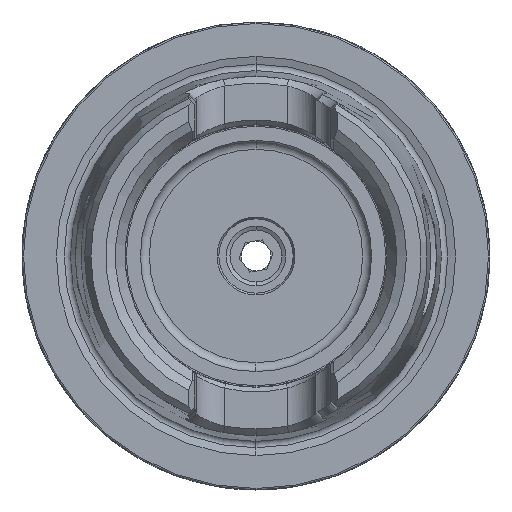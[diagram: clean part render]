
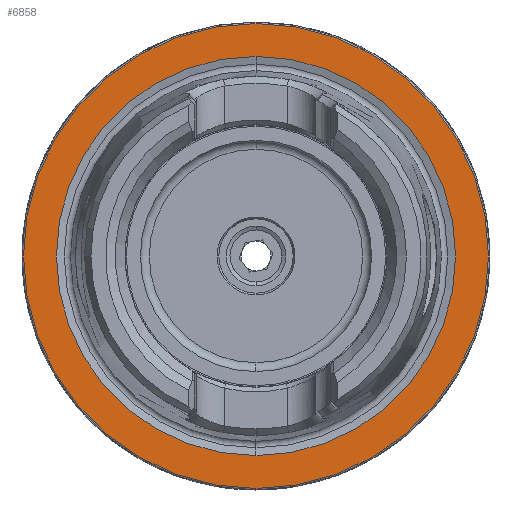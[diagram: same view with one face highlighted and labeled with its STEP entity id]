
A CAD part, left-side view. The second image highlights one B-rep face of the part: STEP entity #6858.
In plain terms, the highlighted planar face has unit normal (-1, 0, 0).
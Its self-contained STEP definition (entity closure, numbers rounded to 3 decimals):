
#486 = CARTESIAN_POINT ( 'NONE',  ( 0., 0., 0. ) ) ;
#703 = PLANE ( 'NONE',  #10717 ) ;
#875 = EDGE_CURVE ( 'NONE', #2663, #10374, #4269, .T. ) ;
#1569 = CARTESIAN_POINT ( 'NONE',  ( 0., 31.275, 0. ) ) ;
#2206 = ORIENTED_EDGE ( 'NONE', *, *, #10412, .F. ) ;
#2422 = DIRECTION ( 'NONE',  ( 0., 0., -1. ) ) ;
#2541 = DIRECTION ( 'NONE',  ( -1., 0., 0. ) ) ;
#2663 = VERTEX_POINT ( 'NONE', #3648 ) ;
#2970 = CARTESIAN_POINT ( 'NONE',  ( 0., 0., 0. ) ) ;
#3506 = VERTEX_POINT ( 'NONE', #10732 ) ;
#3648 = CARTESIAN_POINT ( 'NONE',  ( 0., 0., 31.275 ) ) ;
#3824 = DIRECTION ( 'NONE',  ( 0., 0., 1. ) ) ;
#4269 = CIRCLE ( 'NONE', #7051, 31.275 ) ;
#4374 = CARTESIAN_POINT ( 'NONE',  ( 0., 0., 0. ) ) ;
#4476 = AXIS2_PLACEMENT_3D ( 'NONE', #4374, #10248, #5202 ) ;
#4607 = AXIS2_PLACEMENT_3D ( 'NONE', #2970, #8829, #3824 ) ;
#4810 = AXIS2_PLACEMENT_3D ( 'NONE', #7475, #2541, #8335 ) ;
#5019 = CIRCLE ( 'NONE', #4607, 26.85 ) ;
#5202 = DIRECTION ( 'NONE',  ( 0., 0., 1. ) ) ;
#6314 = EDGE_LOOP ( 'NONE', ( #9958, #7721 ) ) ;
#6463 = FACE_BOUND ( 'NONE', #9955, .T. ) ;
#6535 = CIRCLE ( 'NONE', #4810, 26.85 ) ;
#6668 = CARTESIAN_POINT ( 'NONE',  ( 0., 0., 26.85 ) ) ;
#6858 = ADVANCED_FACE ( 'NONE', ( #6463, #7104 ), #703, .F. ) ;
#7051 = AXIS2_PLACEMENT_3D ( 'NONE', #486, #10780, #10028 ) ;
#7104 = FACE_OUTER_BOUND ( 'NONE', #6314, .T. ) ;
#7352 = DIRECTION ( 'NONE',  ( 1., 0., 0. ) ) ;
#7475 = CARTESIAN_POINT ( 'NONE',  ( 0., 0., 0. ) ) ;
#7721 = ORIENTED_EDGE ( 'NONE', *, *, #9872, .T. ) ;
#8335 = DIRECTION ( 'NONE',  ( 0., 0., 1. ) ) ;
#8714 = VERTEX_POINT ( 'NONE', #6668 ) ;
#8829 = DIRECTION ( 'NONE',  ( -1., 0., 0. ) ) ;
#9696 = ORIENTED_EDGE ( 'NONE', *, *, #10147, .F. ) ;
#9872 = EDGE_CURVE ( 'NONE', #10374, #2663, #10427, .T. ) ;
#9955 = EDGE_LOOP ( 'NONE', ( #9696, #2206 ) ) ;
#9958 = ORIENTED_EDGE ( 'NONE', *, *, #875, .T. ) ;
#10028 = DIRECTION ( 'NONE',  ( 0., 0., 1. ) ) ;
#10147 = EDGE_CURVE ( 'NONE', #8714, #3506, #6535, .T. ) ;
#10248 = DIRECTION ( 'NONE',  ( -1., 0., 0. ) ) ;
#10374 = VERTEX_POINT ( 'NONE', #10451 ) ;
#10412 = EDGE_CURVE ( 'NONE', #3506, #8714, #5019, .T. ) ;
#10427 = CIRCLE ( 'NONE', #4476, 31.275 ) ;
#10451 = CARTESIAN_POINT ( 'NONE',  ( 0., 0., -31.275 ) ) ;
#10717 = AXIS2_PLACEMENT_3D ( 'NONE', #1569, #7352, #2422 ) ;
#10732 = CARTESIAN_POINT ( 'NONE',  ( 0., 0., -26.85 ) ) ;
#10780 = DIRECTION ( 'NONE',  ( -1., 0., 0. ) ) ;
